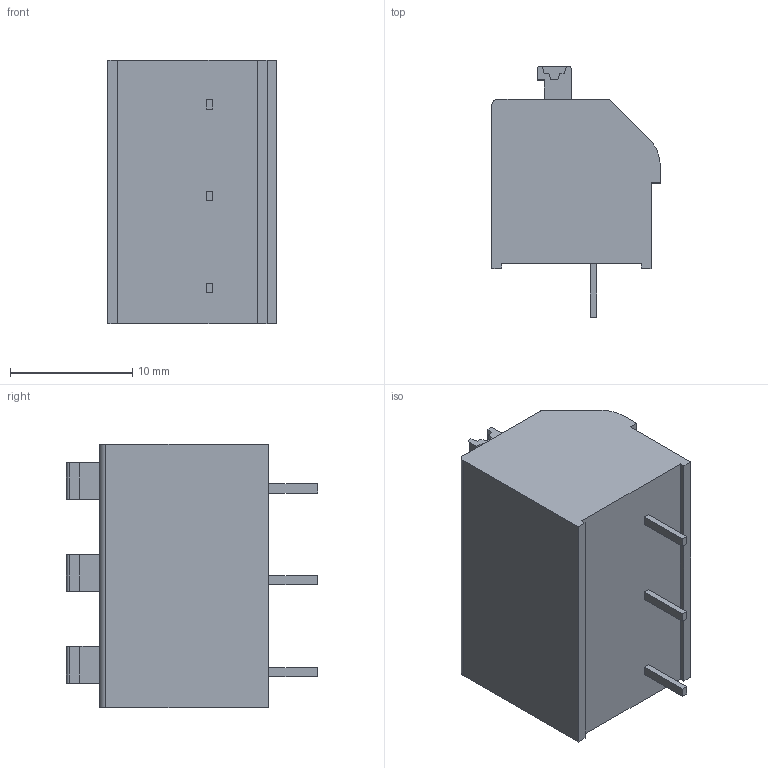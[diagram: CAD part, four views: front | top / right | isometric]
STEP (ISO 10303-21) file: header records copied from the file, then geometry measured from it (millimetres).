
FILE_DESCRIPTION( ( 'STEP AP214' ), '1' );
FILE_NAME( '250-603.stp', '2019-04-09T13:19:13', ( '' ), ( '' ), ' ', 'PARTsolutions', ' ' );
FILE_SCHEMA( ( 'AUTOMOTIVE_DESIGN { 1 0 10303 214 1 1 1 1 }' ) );
Length unit declared in the file: millimetre
Products named in the file (1): _250-603
Bounding box: 13.75 x 20.5 x 21.5 mm (x, y, z)
Volume: 3657.2 mm3; surface area: 1680.3 mm2
Topology: 1 solids, 1 shells, 115 faces, 315 edges, 208 vertices
Faces by surface type: plane 91, cylinder 18, cone 6
Entity records: 4545 total; most frequent: CARTESIAN_POINT 657, ORIENTED_EDGE 630, DIRECTION 583, EDGE_CURVE 315, LINE 267, VECTOR 267, VERTEX_POINT 208, AXIS2_PLACEMENT_3D 158
